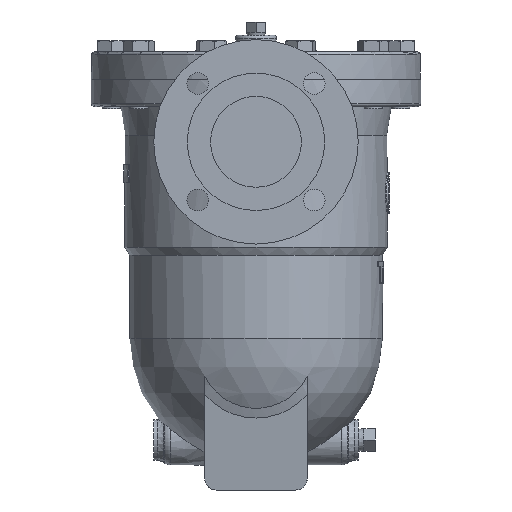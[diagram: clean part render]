
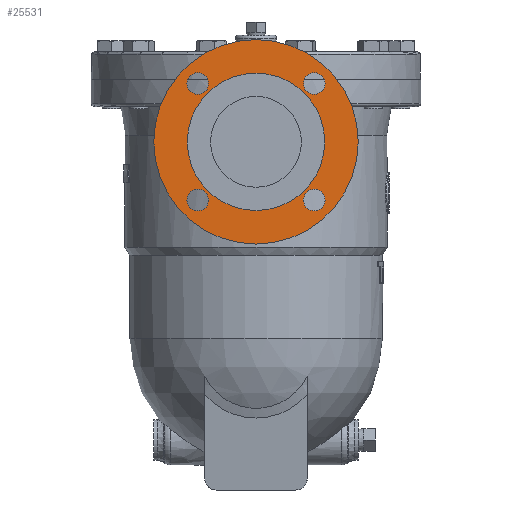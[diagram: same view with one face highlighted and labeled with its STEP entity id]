
A CAD part, left-side view. The second image highlights one B-rep face of the part: STEP entity #25531.
In plain terms, the highlighted planar face has unit normal (-1, 0, 0).
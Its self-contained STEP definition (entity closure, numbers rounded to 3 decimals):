
#24906=CARTESIAN_POINT('',(-189.,-60.765,-106.265));
#24907=VERTEX_POINT('',#24906);
#24908=CARTESIAN_POINT('',(-189.0,-51.265,-106.265));
#24909=DIRECTION('',(1.0,0.0,0.0));
#24910=DIRECTION('',(0.0,-1.0,0.0));
#24911=AXIS2_PLACEMENT_3D('',#24908,#24909,#24910);
#24912=CIRCLE('',#24911,9.5);
#24913=EDGE_CURVE('',#24907,#24907,#24912,.T.);
#24955=CARTESIAN_POINT('',(-189.,51.265,-115.765));
#24956=VERTEX_POINT('',#24955);
#24957=CARTESIAN_POINT('',(-189.,51.265,-106.265));
#24958=DIRECTION('',(1.0,0.0,0.0));
#24959=DIRECTION('',(0.0,0.0,-1.0));
#24960=AXIS2_PLACEMENT_3D('',#24957,#24958,#24959);
#24961=CIRCLE('',#24960,9.5);
#24962=EDGE_CURVE('',#24956,#24956,#24961,.T.);
#25004=CARTESIAN_POINT('',(-189.0,60.765,-3.735));
#25005=VERTEX_POINT('',#25004);
#25006=CARTESIAN_POINT('',(-189.,51.265,-3.735));
#25007=DIRECTION('',(1.0,0.0,0.0));
#25008=DIRECTION('',(0.0,1.0,0.0));
#25009=AXIS2_PLACEMENT_3D('',#25006,#25007,#25008);
#25010=CIRCLE('',#25009,9.5);
#25011=EDGE_CURVE('',#25005,#25005,#25010,.T.);
#25053=CARTESIAN_POINT('',(-189.0,-51.265,5.765));
#25054=VERTEX_POINT('',#25053);
#25055=CARTESIAN_POINT('',(-189.0,-51.265,-3.735));
#25056=DIRECTION('',(1.0,0.0,0.0));
#25057=DIRECTION('',(0.0,0.0,1.0));
#25058=AXIS2_PLACEMENT_3D('',#25055,#25056,#25057);
#25059=CIRCLE('',#25058,9.5);
#25060=EDGE_CURVE('',#25054,#25054,#25059,.T.);
#25492=CARTESIAN_POINT('',(-189.,0.0,20.25));
#25493=DIRECTION('',(-1.0,0.0,0.0));
#25494=DIRECTION('',(0.0,0.0,1.0));
#25495=AXIS2_PLACEMENT_3D('',#25492,#25493,#25494);
#25496=PLANE('',#25495);
#25497=CARTESIAN_POINT('',(-189.,0.0,35.));
#25498=VERTEX_POINT('',#25497);
#25499=CARTESIAN_POINT('',(-189.0,0.0,-55.));
#25500=DIRECTION('',(-1.0,0.0,0.0));
#25501=DIRECTION('',(0.0,0.0,1.0));
#25502=AXIS2_PLACEMENT_3D('',#25499,#25500,#25501);
#25503=CIRCLE('',#25502,90.0);
#25504=EDGE_CURVE('',#25498,#25498,#25503,.T.);
#25505=ORIENTED_EDGE('',*,*,#25504,.T.);
#25506=EDGE_LOOP('',(#25505));
#25507=FACE_OUTER_BOUND('',#25506,.T.);
#25508=ORIENTED_EDGE('',*,*,#24913,.T.);
#25509=EDGE_LOOP('',(#25508));
#25510=FACE_BOUND('',#25509,.T.);
#25511=ORIENTED_EDGE('',*,*,#24962,.T.);
#25512=EDGE_LOOP('',(#25511));
#25513=FACE_BOUND('',#25512,.T.);
#25514=ORIENTED_EDGE('',*,*,#25011,.T.);
#25515=EDGE_LOOP('',(#25514));
#25516=FACE_BOUND('',#25515,.T.);
#25517=ORIENTED_EDGE('',*,*,#25060,.T.);
#25518=EDGE_LOOP('',(#25517));
#25519=FACE_BOUND('',#25518,.T.);
#25520=CARTESIAN_POINT('',(-189.,0.0,5.5));
#25521=VERTEX_POINT('',#25520);
#25522=CARTESIAN_POINT('',(-189.,0.0,-55.));
#25523=DIRECTION('',(-1.0,0.0,0.0));
#25524=DIRECTION('',(0.0,0.0,1.0));
#25525=AXIS2_PLACEMENT_3D('',#25522,#25523,#25524);
#25526=CIRCLE('',#25525,60.5);
#25527=EDGE_CURVE('',#25521,#25521,#25526,.T.);
#25528=ORIENTED_EDGE('',*,*,#25527,.F.);
#25529=EDGE_LOOP('',(#25528));
#25530=FACE_BOUND('',#25529,.T.);
#25531=ADVANCED_FACE('',(#25507,#25510,#25513,#25516,#25519,#25530),#25496,.T.);
